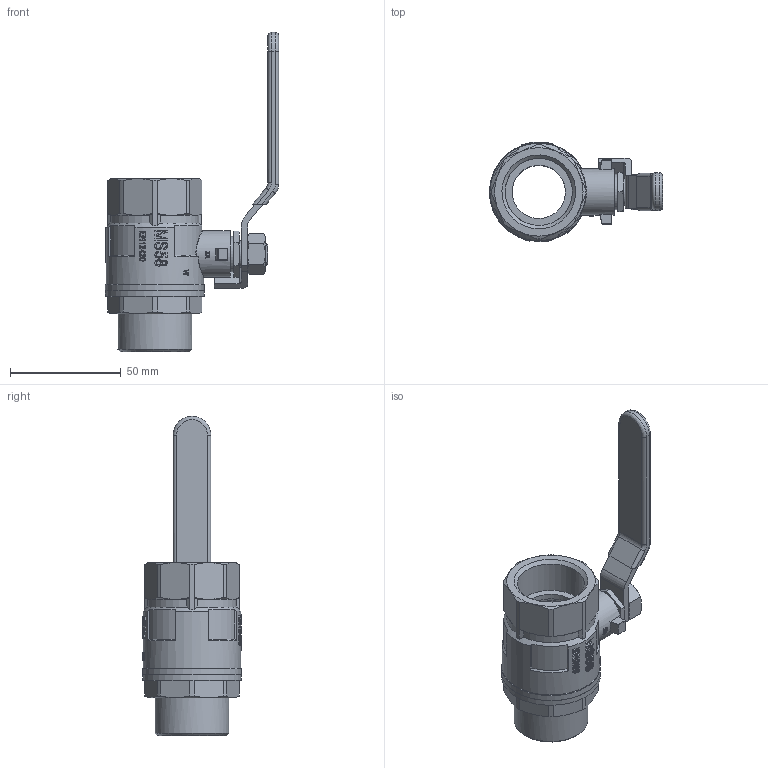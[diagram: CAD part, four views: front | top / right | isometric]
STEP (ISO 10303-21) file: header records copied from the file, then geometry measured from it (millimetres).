
FILE_DESCRIPTION(/* description */ ('Unknown'),/* implementation_level */ '2;1');
FILE_NAME(/* name */ '610-06',/* time_stamp */ '2022-03-16T12:04:57+01:00',/* author */ ('Unknown'),/* organization */ ('Unknown'),/* preprocessor_version */ 'ST-DEVELOPER v16.7',/* originating_system */ 'Solid Edge',/* authorisation */ 'Unknown');
FILE_SCHEMA (('CONFIG_CONTROL_DESIGN','AUTOMOTIVE_DESIGN {1 0 10303 214 3 1 1}'));
Products named in the file (11): 2.142.025; 610-06; 600-06_Spindel; 600-06_Stopfbuchse; 610-06_Einschraubteil; 600-06_Körper; Stahlgriff 1; 620-1-St-Griff-u; 620-1-St-Griff; M10_MU.1_0
Assembly tree (10 placements, depth 4):
  2.142.025
    610-06
      600-06_Spindel
        600-06_Stopfbuchse
        600-06_Spindel
      610-06_Einschraubteil
      600-06_Körper
    Stahlgriff 1
      620-1-St-Griff-u
      620-1-St-Griff
    M10_MU.1_0
Bounding box: 78.05 x 45 x 144 mm (x, y, z)
Volume: 59586.3 mm3; surface area: 39645.2 mm2
Topology: 7 solids, 7 shells, 1253 faces, 3531 edges, 2353 vertices
Faces by surface type: plane 1071, cylinder 122, cone 45, bspline 11, torus 4
Full cylindrical faces by diameter (mm): 8.9 x1, 12 x2, 12.1 x1, 12.5 x1, 14 x1, 14.5 x1, 16 x1, 16.5 x1, 18 x1, 21 x1, 24 x2, 30.291 x1, 31 x2, 33.249 x1, 38.5 x1, 40 x1, 40.5 x1, 44 x1, 44.5 x2
Entity records: 54894 total; most frequent: CARTESIAN_POINT 13368, DIRECTION 7690, ORIENTED_EDGE 6962, EDGE_CURVE 3481, AXIS2_PLACEMENT_3D 3124, VERTEX_POINT 2342, ELLIPSE 1502, LINE 1442
